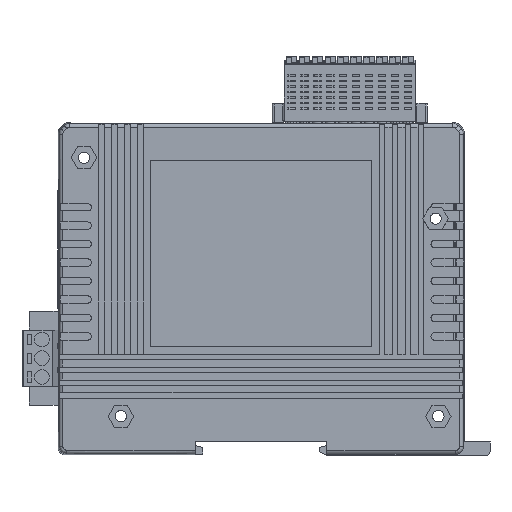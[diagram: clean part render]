
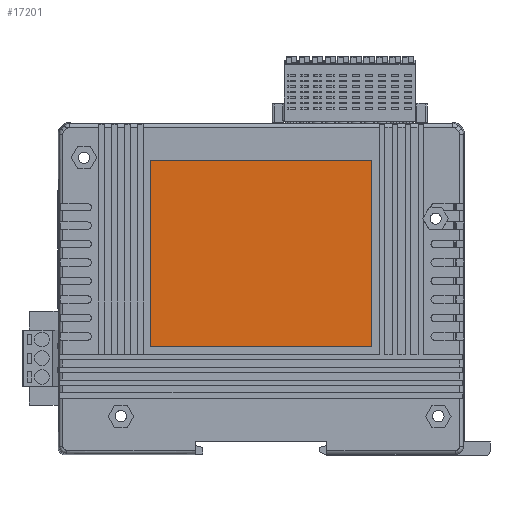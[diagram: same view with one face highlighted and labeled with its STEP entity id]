
A CAD part, left-side view. The second image highlights one B-rep face of the part: STEP entity #17201.
In plain terms, the highlighted face is planar.
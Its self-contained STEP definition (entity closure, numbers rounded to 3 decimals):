
#791 = CARTESIAN_POINT ( 'NONE',  ( -89.392, -16.894, -19.971 ) ) ;
#2538 = EDGE_CURVE ( 'NONE', #125287, #89825, #41007, .T. ) ;
#6381 = LINE ( 'NONE', #56489, #28161 ) ;
#8056 = PLANE ( 'NONE',  #77502 ) ;
#8804 = DIRECTION ( 'NONE',  ( -1., 0., 0. ) ) ;
#17201 = ADVANCED_FACE ( 'NONE', ( #92734 ), #8056, .T. ) ;
#21871 = CARTESIAN_POINT ( 'NONE',  ( -89.392, -16.894, -19.971 ) ) ;
#27475 = ORIENTED_EDGE ( 'NONE', *, *, #156440, .T. ) ;
#28161 = VECTOR ( 'NONE', #8804, 1000. ) ;
#41007 = LINE ( 'NONE', #791, #157169 ) ;
#53812 = VERTEX_POINT ( 'NONE', #84663 ) ;
#56489 = CARTESIAN_POINT ( 'NONE',  ( -29.392, -16.894, -70.429 ) ) ;
#62423 = LINE ( 'NONE', #135526, #134352 ) ;
#66067 = ORIENTED_EDGE ( 'NONE', *, *, #2538, .F. ) ;
#68053 = DIRECTION ( 'NONE',  ( 0., 0., 1. ) ) ;
#76339 = EDGE_CURVE ( 'NONE', #53812, #125287, #62423, .T. ) ;
#77502 = AXIS2_PLACEMENT_3D ( 'NONE', #117368, #105040, #68053 ) ;
#84658 = DIRECTION ( 'NONE',  ( -1., 0., 0. ) ) ;
#84663 = CARTESIAN_POINT ( 'NONE',  ( -29.392, -16.894, -19.971 ) ) ;
#89825 = VERTEX_POINT ( 'NONE', #103923 ) ;
#92734 = FACE_OUTER_BOUND ( 'NONE', #152218, .T. ) ;
#93853 = VECTOR ( 'NONE', #161198, 1000. ) ;
#100993 = DIRECTION ( 'NONE',  ( 0., 0., -1. ) ) ;
#103790 = VERTEX_POINT ( 'NONE', #150924 ) ;
#103923 = CARTESIAN_POINT ( 'NONE',  ( -89.392, -16.894, -70.429 ) ) ;
#105040 = DIRECTION ( 'NONE',  ( 0., 1., 0. ) ) ;
#117368 = CARTESIAN_POINT ( 'NONE',  ( -29.392, -16.894, -70.429 ) ) ;
#125287 = VERTEX_POINT ( 'NONE', #21871 ) ;
#130579 = ORIENTED_EDGE ( 'NONE', *, *, #155174, .T. ) ;
#134352 = VECTOR ( 'NONE', #84658, 1000. ) ;
#135526 = CARTESIAN_POINT ( 'NONE',  ( -29.392, -16.894, -19.971 ) ) ;
#148114 = LINE ( 'NONE', #148911, #93853 ) ;
#148911 = CARTESIAN_POINT ( 'NONE',  ( -29.392, -16.894, -19.971 ) ) ;
#150924 = CARTESIAN_POINT ( 'NONE',  ( -29.392, -16.894, -70.429 ) ) ;
#152218 = EDGE_LOOP ( 'NONE', ( #130579, #27475, #66067, #161818 ) ) ;
#155174 = EDGE_CURVE ( 'NONE', #53812, #103790, #148114, .T. ) ;
#156440 = EDGE_CURVE ( 'NONE', #103790, #89825, #6381, .T. ) ;
#157169 = VECTOR ( 'NONE', #100993, 1000. ) ;
#161198 = DIRECTION ( 'NONE',  ( 0., 0., -1. ) ) ;
#161818 = ORIENTED_EDGE ( 'NONE', *, *, #76339, .F. ) ;
